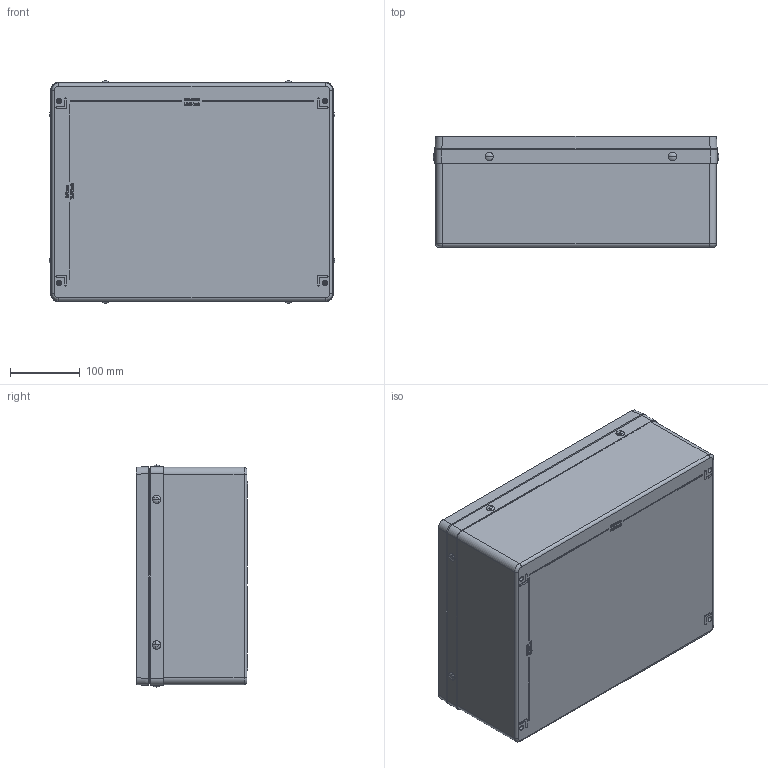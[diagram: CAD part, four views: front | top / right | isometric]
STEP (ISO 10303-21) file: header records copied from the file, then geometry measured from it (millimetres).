
FILE_DESCRIPTION (( 'STEP AP214' ), '1' );
FILE_NAME ('13251500.STEP', '2016-04-01T09:32:39', ( 'Macha' ), ( 'Hewlett-Packard Company' ), 'SwSTEP 2.0', 'SolidWorks 2015', '' );
FILE_SCHEMA (( 'AUTOMOTIVE_DESIGN' ));
Length unit declared in the file: millimetre
Products named in the file (7): 08971_Bearbeitung nach Zeichng. 13-2-089570-01-0; 03710_Bearbeitung nach Zeichng. 01-2-037100-01-0; 13251500; 94411; 93038; 93117; 08771_Bearbeitung Griff
Assembly tree (16 placements, depth 2):
  13251500
    03710_Bearbeitung nach Zeichng. 01-2-037100-01-0
    08971_Bearbeitung nach Zeichng. 13-2-089570-01-0
    08771_Bearbeitung Griff
    93117
    93038  x4
    94411  x8
Bounding box: 410 x 159.6 x 319 mm (x, y, z)
Volume: 2734355.8 mm3; surface area: 866616.7 mm2
Topology: 17 solids, 17 shells, 1656 faces, 4133 edges, 2663 vertices
Faces by surface type: plane 762, bspline 355, cylinder 271, cone 180, torus 71, sphere 17
Entity records: 64486 total; most frequent: CARTESIAN_POINT 30339, ORIENTED_EDGE 7522, DIRECTION 5839, EDGE_CURVE 3761, VERTEX_POINT 2445, LINE 2197, VECTOR 2197, AXIS2_PLACEMENT_3D 1821
